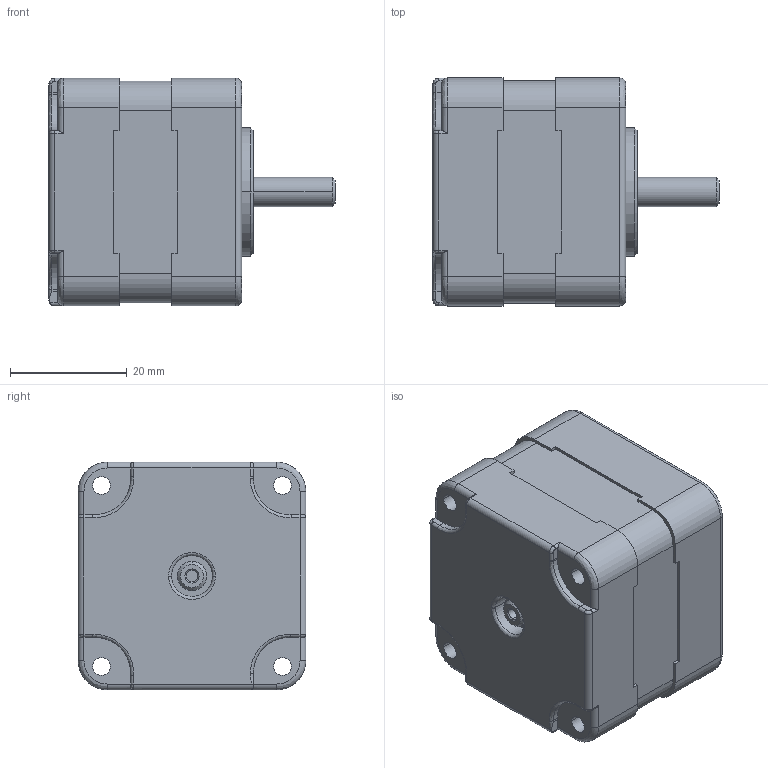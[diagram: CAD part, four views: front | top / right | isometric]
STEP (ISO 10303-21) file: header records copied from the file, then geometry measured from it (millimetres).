
FILE_DESCRIPTION (( 'STEP AP214' ), '1' );
FILE_NAME ('04A2189F-F9C5-4439-AFCA-D2695C6DF4BA.STEP', '2024-06-10T08:17:19', ( '' ), ( '' ), 'SwSTEP 2.0', 'SolidWorks 2022', '' );
FILE_SCHEMA (( 'AUTOMOTIVE_DESIGN' ));
Length unit declared in the file: millimetre
Products named in the file (1): 04A2189F-F9C5-4439-AFCA-D2695C6DF4BA
Bounding box: 49 x 39 x 39 mm (x, y, z)
Volume: 48163 mm3; surface area: 9559.9 mm2
Topology: 1 solids, 1 shells, 174 faces, 447 edges, 283 vertices
Faces by surface type: cylinder 71, plane 66, bspline 23, cone 14
Entity records: 7806 total; most frequent: CARTESIAN_POINT 1665, ORIENTED_EDGE 894, DIRECTION 864, EDGE_CURVE 447, AXIS2_PLACEMENT_3D 306, VERTEX_POINT 283, LINE 252, VECTOR 252
